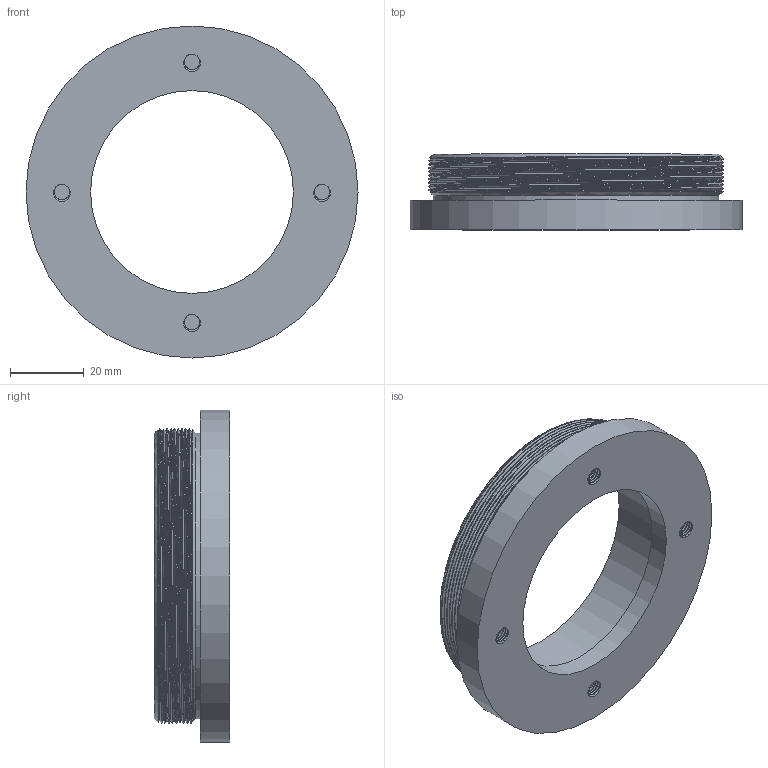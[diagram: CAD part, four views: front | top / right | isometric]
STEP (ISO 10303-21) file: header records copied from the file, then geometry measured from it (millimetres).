
FILE_DESCRIPTION(/* description */ (''),/* implementation_level */ '2;1');
FILE_NAME(/* name */ 'Pièce1.step',/* time_stamp */ '2021-02-10T21:38:31+01:00',/* author */ (''),/* organization */ (''),/* preprocessor_version */ 'ST-DEVELOPER v18.1',/* originating_system */ 'Autodesk Translation Framework v9.7.1.1290',/* authorisation */ '');
FILE_SCHEMA (('AUTOMOTIVE_DESIGN { 1 0 10303 214 3 1 1 }'));
Length unit declared in the file: millimetre
Products named in the file (1): BagueRetenueMoteur
Bounding box: 90 x 20.5 x 90 mm (x, y, z)
Volume: 56276.5 mm3; surface area: 19720.6 mm2
Topology: 1 solids, 1 shells, 138 faces, 388 edges, 258 vertices
Faces by surface type: cylinder 113, plane 12, bspline 10, cone 3
Full cylindrical faces by diameter (mm): 4.234 x20, 5.12 x8, 55 x1, 59.8 x1, 77.5 x1, 78.73 x9, 79.884 x8, 90 x1
Entity records: 13214 total; most frequent: CARTESIAN_POINT 10078, ORIENTED_EDGE 776, DIRECTION 444, EDGE_CURVE 388, VERTEX_POINT 258, B_SPLINE_CURVE_WITH_KNOTS 240, AXIS2_PLACEMENT_3D 167, EDGE_LOOP 146
